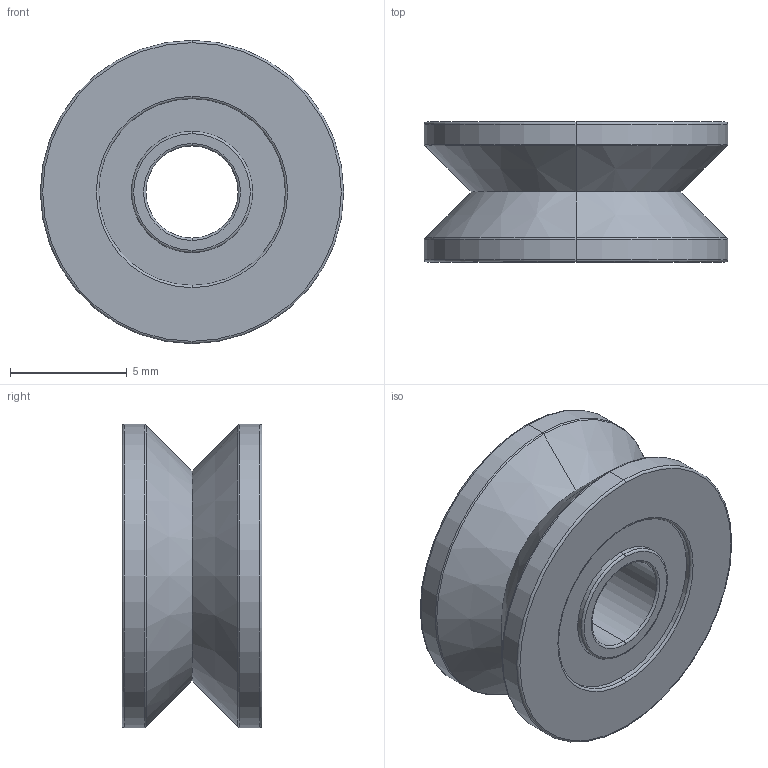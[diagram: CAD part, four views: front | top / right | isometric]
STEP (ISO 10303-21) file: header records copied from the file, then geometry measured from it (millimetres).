
FILE_DESCRIPTION (( 'STEP AP214' ), '1' );
FILE_NAME ('V-slot Bearing-4x13x6mmV羞粣創.step', '2016-10-28T04:17:05', ( 'dell' ), ( '' ), 'SwSTEP 2.0', 'SolidWorks 2013', '' );
FILE_SCHEMA (( 'AUTOMOTIVE_DESIGN' ));
Length unit declared in the file: millimetre
Products named in the file (1): V-slot Bearing-4x13x6mmV羞粣創
Bounding box: 13 x 6 x 13 mm (x, y, z)
Volume: 558.4 mm3; surface area: 609 mm2
Topology: 1 solids, 1 shells, 44 faces, 88 edges, 50 vertices
Faces by surface type: torus 20, cylinder 14, plane 6, cone 4
Entity records: 1192 total; most frequent: DIRECTION 248, CARTESIAN_POINT 183, ORIENTED_EDGE 176, AXIS2_PLACEMENT_3D 115, EDGE_CURVE 88, CIRCLE 70, EDGE_LOOP 50, VERTEX_POINT 50
